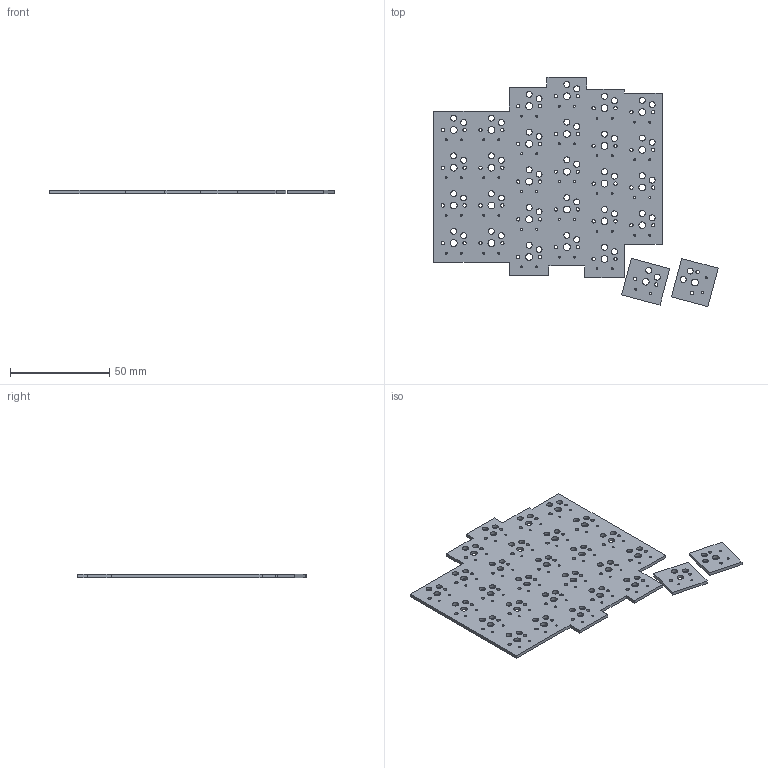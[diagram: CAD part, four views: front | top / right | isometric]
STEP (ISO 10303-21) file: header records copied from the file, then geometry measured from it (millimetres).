
FILE_DESCRIPTION(('KiCad electronic assembly'),'2;1');
FILE_NAME('left.step','2025-02-12T19:18:16',('Pcbnew'),('Kicad'), 'Open CASCADE STEP processor 7.8','KiCad to STEP converter','Unknown' );
FILE_SCHEMA(('AUTOMOTIVE_DESIGN { 1 0 10303 214 1 1 1 1 }'));
Length unit declared in the file: millimetre
Products named in the file (4): left 1; _autosave-left_PCB_1; _autosave-left_PCB_2; _autosave-left_PCB_3
Assembly tree (3 placements, depth 2):
  left 1
    _autosave-left_PCB_1
    _autosave-left_PCB_2
    _autosave-left_PCB_3
Bounding box: 143.24 x 115.46 x 1.6 mm (x, y, z)
Volume: 15613.7 mm3; surface area: 22633.4 mm2
Topology: 3 solids, 3 shells, 237 faces, 693 edges, 462 vertices
Faces by surface type: cylinder 203, plane 34
Full cylindrical faces by diameter (mm): 0.991 x58, 1.702 x58, 3 x58, 3.429 x29
Entity records: 8990 total; most frequent: DIRECTION 1581, CARTESIAN_POINT 1396, ORIENTED_EDGE 1386, EDGE_CURVE 693, AXIS2_PLACEMENT_3D 647, FACE_BOUND 643, EDGE_LOOP 643, VERTEX_POINT 462
